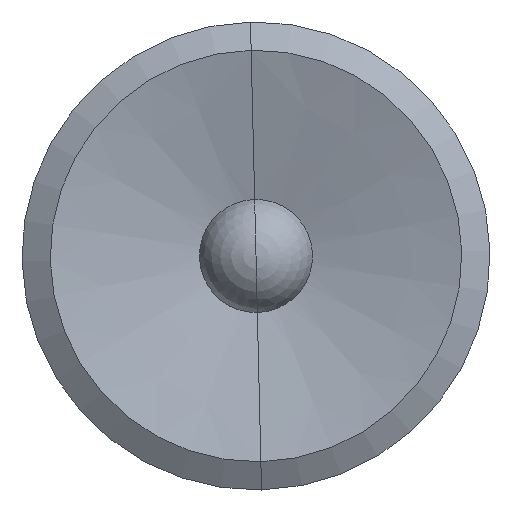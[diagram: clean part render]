
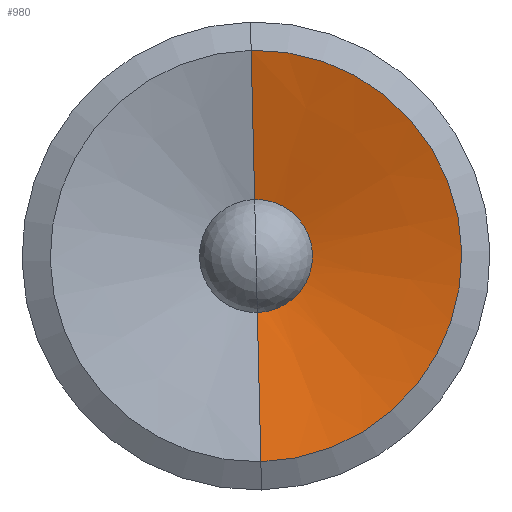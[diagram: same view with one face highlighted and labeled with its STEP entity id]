
A CAD part, front view. The second image highlights one B-rep face of the part: STEP entity #980.
In plain terms, the highlighted conical face has half-angle 75 degrees and reference radius 3.732 mm.
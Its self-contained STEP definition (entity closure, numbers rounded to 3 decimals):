
#130=CARTESIAN_POINT('',(-12.477,-139.987,
20.685));
#140=VERTEX_POINT('',#130);
#170=CARTESIAN_POINT('',(-12.523,-139.987,
22.616));
#180=VERTEX_POINT('',#170);
#210=CARTESIAN_POINT('',(-12.5,-139.987,21.651));
#220=DIRECTION('',(0.,-1.,-0.));
#230=DIRECTION('',(0.024,0.,-1.));
#240=AXIS2_PLACEMENT_3D('',#210,#220,#230);
#250=CIRCLE('',#240,0.966);
#260=EDGE_CURVE('',#140,#180,#250,.T.);
#670=CARTESIAN_POINT('',(-12.5,-140.728,21.651));
#680=DIRECTION('',(0.,-1.,0.));
#690=DIRECTION('',(-0.024,0.,1.));
#700=AXIS2_PLACEMENT_3D('',#670,#680,#690);
#710=CONICAL_SURFACE('',#700,3.732,1.309);
#720=CARTESIAN_POINT('',(-12.412,-140.728,
17.92));
#730=DIRECTION('',(0.023,-0.259,
-0.966));
#740=VECTOR('',#730,3.864);
#750=LINE('',#720,#740);
#760=CARTESIAN_POINT('',(-12.417,-140.671,
18.135));
#770=VERTEX_POINT('',#760);
#780=EDGE_CURVE('',#140,#770,#750,.T.);
#790=ORIENTED_EDGE('',*,*,#780,.T.);
#800=ORIENTED_EDGE('',*,*,#260,.F.);
#810=CARTESIAN_POINT('',(-12.588,-140.728,
25.382));
#820=DIRECTION('',(-0.023,-0.259,
0.966));
#830=VECTOR('',#820,3.864);
#840=LINE('',#810,#830);
#850=CARTESIAN_POINT('',(-12.583,-140.671,
25.167));
#860=VERTEX_POINT('',#850);
#870=EDGE_CURVE('',#180,#860,#840,.T.);
#880=ORIENTED_EDGE('',*,*,#870,.F.);
#890=CARTESIAN_POINT('',(-12.5,-140.671,21.651));
#900=DIRECTION('',(0.,-1.,0.));
#910=DIRECTION('',(-0.024,0.,1.));
#920=AXIS2_PLACEMENT_3D('',#890,#900,#910);
#930=CIRCLE('',#920,3.517);
#940=EDGE_CURVE('',#770,#860,#930,.T.);
#950=ORIENTED_EDGE('',*,*,#940,.T.);
#960=EDGE_LOOP('',(#950,#880,#800,#790));
#970=FACE_OUTER_BOUND('',#960,.T.);
#980=ADVANCED_FACE('',(#970),#710,.F.);
